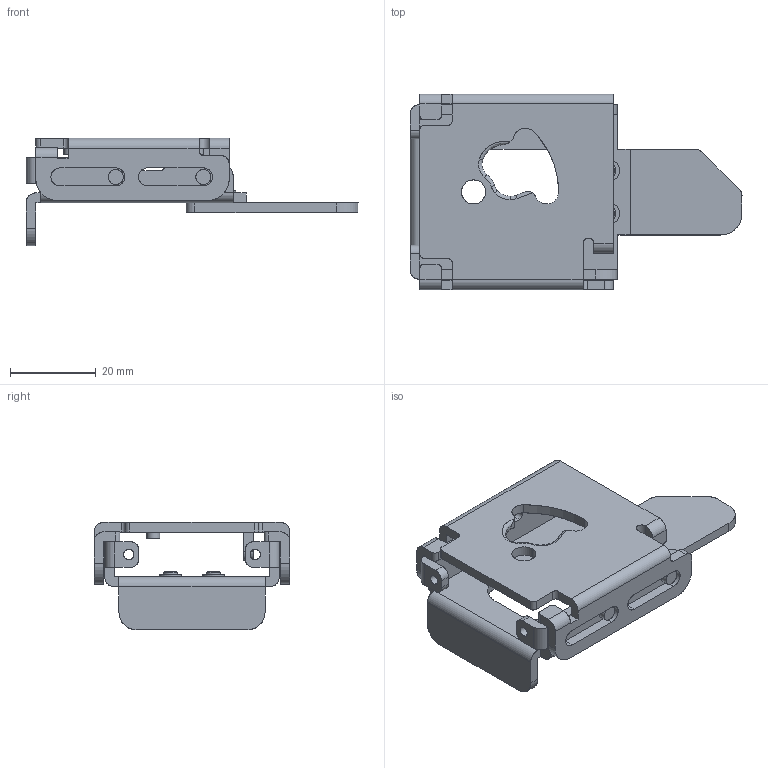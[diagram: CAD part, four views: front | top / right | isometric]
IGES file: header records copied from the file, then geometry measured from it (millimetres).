
Start section: SolidWorks IGES file using analytic representation for surfaces
Global section: file name: AC-25-ES-AB-2-L.IGS; native system: SolidWorks 2018; preprocessor: SolidWorks 2018; author: 1337yo; date: 200310.110523; units: millimetre
Bounding box: 77.3 x 45.6 x 25 mm (x, y, z)
Surface area: 14200.7 mm2 (no closed solid volume)
Topology: 0 solids, 0 shells, 294 faces, 4012 edges, 4012 vertices
Faces by surface type: bspline 160, revolution 134
